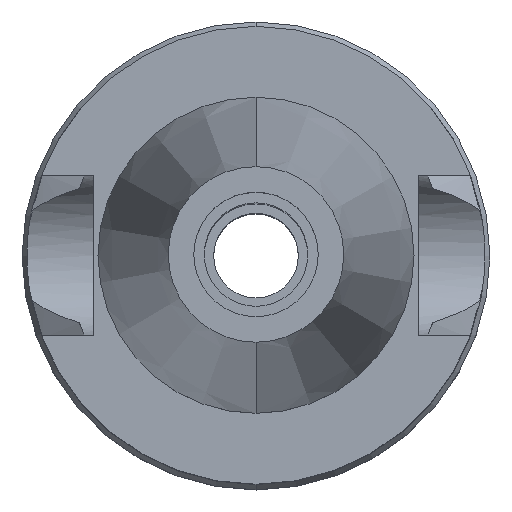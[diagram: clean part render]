
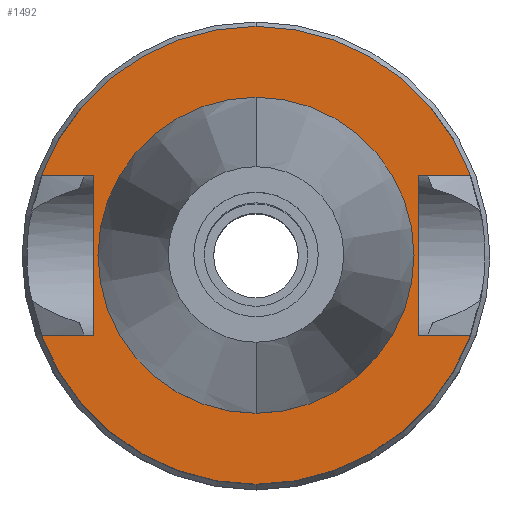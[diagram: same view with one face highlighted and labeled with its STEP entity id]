
A CAD part, top view. The second image highlights one B-rep face of the part: STEP entity #1492.
In plain terms, the highlighted planar face has unit normal (0, 0, 1).
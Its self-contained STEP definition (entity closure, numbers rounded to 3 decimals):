
#94=DIRECTION('',(0.,1.,0.));
#95=VECTOR('',#94,16.1);
#96=CARTESIAN_POINT('',(-16.3,-8.05,-1.));
#97=LINE('',#96,#95);
#101=DIRECTION('',(-1.,0.,0.));
#102=VECTOR('',#101,5.245);
#103=CARTESIAN_POINT('',(-16.3,8.05,-1.));
#104=LINE('',#103,#102);
#108=CARTESIAN_POINT('',(0.,0.,-1.));
#109=DIRECTION('',(0.,0.,-1.));
#110=DIRECTION('',(-0.937,0.35,0.));
#111=AXIS2_PLACEMENT_3D('',#108,#109,#110);
#116=CARTESIAN_POINT('',(0.,0.,-1.));
#117=DIRECTION('',(0.,0.,-1.));
#118=DIRECTION('',(0.,1.,0.));
#119=AXIS2_PLACEMENT_3D('',#116,#117,#118);
#124=DIRECTION('',(0.,-1.,0.));
#125=VECTOR('',#124,16.1);
#126=CARTESIAN_POINT('',(16.3,8.05,-1.));
#127=LINE('',#126,#125);
#131=DIRECTION('',(1.,0.,0.));
#132=VECTOR('',#131,5.245);
#133=CARTESIAN_POINT('',(16.3,-8.05,-1.));
#134=LINE('',#133,#132);
#138=CARTESIAN_POINT('',(0.,0.,-1.));
#139=DIRECTION('',(0.,0.,-1.));
#140=DIRECTION('',(0.937,-0.35,0.));
#141=AXIS2_PLACEMENT_3D('',#138,#139,#140);
#146=CARTESIAN_POINT('',(0.,0.,-1.));
#147=DIRECTION('',(0.,0.,-1.));
#148=DIRECTION('',(0.,-1.,0.));
#149=AXIS2_PLACEMENT_3D('',#146,#147,#148);
#154=CARTESIAN_POINT('',(0.,0.,-1.));
#155=DIRECTION('',(0.,0.,1.));
#156=DIRECTION('',(0.,-1.,0.));
#157=AXIS2_PLACEMENT_3D('',#154,#155,#156);
#162=CARTESIAN_POINT('',(0.,0.,-1.));
#163=DIRECTION('',(0.,0.,1.));
#164=DIRECTION('',(0.,1.,0.));
#165=AXIS2_PLACEMENT_3D('',#162,#163,#164);
#210=DIRECTION('',(-1.,0.,0.));
#211=VECTOR('',#210,5.245);
#212=CARTESIAN_POINT('',(-16.3,-8.05,-1.));
#213=LINE('',#212,#211);
#333=DIRECTION('',(1.,0.,0.));
#334=VECTOR('',#333,5.245);
#335=CARTESIAN_POINT('',(16.3,8.05,-1.));
#336=LINE('',#335,#334);
#1343=CARTESIAN_POINT('',(-16.3,-8.05,-1.));
#1344=VERTEX_POINT('',#1343);
#1345=CARTESIAN_POINT('',(-21.545,-8.05,-1.));
#1346=VERTEX_POINT('',#1345);
#1347=CARTESIAN_POINT('',(-16.3,8.05,-1.));
#1348=VERTEX_POINT('',#1347);
#1349=CARTESIAN_POINT('',(-21.545,8.05,-1.));
#1350=VERTEX_POINT('',#1349);
#1351=CARTESIAN_POINT('',(0.,23.,-1.));
#1352=CARTESIAN_POINT('',(21.545,8.05,-1.));
#1353=VERTEX_POINT('',#1351);
#1354=VERTEX_POINT('',#1352);
#1355=CARTESIAN_POINT('',(16.3,8.05,-1.));
#1356=VERTEX_POINT('',#1355);
#1357=CARTESIAN_POINT('',(16.3,-8.05,-1.));
#1358=VERTEX_POINT('',#1357);
#1359=CARTESIAN_POINT('',(21.545,-8.05,-1.));
#1360=VERTEX_POINT('',#1359);
#1361=CARTESIAN_POINT('',(0.,-23.,-1.));
#1362=VERTEX_POINT('',#1361);
#1363=CARTESIAN_POINT('',(0.,-15.875,-1.));
#1364=CARTESIAN_POINT('',(0.,15.875,-1.));
#1365=VERTEX_POINT('',#1363);
#1366=VERTEX_POINT('',#1364);
#1461=CARTESIAN_POINT('',(0.,0.,-1.));
#1462=DIRECTION('',(0.,0.,-1.));
#1463=DIRECTION('',(0.,-1.,0.));
#1464=AXIS2_PLACEMENT_3D('',#1461,#1462,#1463);
#1465=PLANE('',#1464);
#1467=ORIENTED_EDGE('',*,*,#1466,.T.);
#1469=ORIENTED_EDGE('',*,*,#1468,.T.);
#1471=ORIENTED_EDGE('',*,*,#1470,.T.);
#1473=ORIENTED_EDGE('',*,*,#1472,.T.);
#1475=ORIENTED_EDGE('',*,*,#1474,.F.);
#1477=ORIENTED_EDGE('',*,*,#1476,.T.);
#1479=ORIENTED_EDGE('',*,*,#1478,.T.);
#1481=ORIENTED_EDGE('',*,*,#1480,.T.);
#1483=ORIENTED_EDGE('',*,*,#1482,.T.);
#1485=ORIENTED_EDGE('',*,*,#1484,.F.);
#1486=EDGE_LOOP('',(#1467,#1469,#1471,#1473,#1475,#1477,#1479,#1481,#1483,
#1485));
#1487=FACE_OUTER_BOUND('',#1486,.F.);
#1488=ORIENTED_EDGE('',*,*,#1440,.T.);
#1489=ORIENTED_EDGE('',*,*,#1456,.T.);
#1490=EDGE_LOOP('',(#1488,#1489));
#1491=FACE_BOUND('',#1490,.F.);
#112=CIRCLE('',#111,23.);
#120=CIRCLE('',#119,23.);
#142=CIRCLE('',#141,23.);
#150=CIRCLE('',#149,23.);
#158=CIRCLE('',#157,15.875);
#166=CIRCLE('',#165,15.875);
#1440=EDGE_CURVE('',#1365,#1366,#158,.T.);
#1456=EDGE_CURVE('',#1366,#1365,#166,.T.);
#1466=EDGE_CURVE('',#1344,#1348,#97,.T.);
#1468=EDGE_CURVE('',#1348,#1350,#104,.T.);
#1470=EDGE_CURVE('',#1350,#1353,#112,.T.);
#1472=EDGE_CURVE('',#1353,#1354,#120,.T.);
#1474=EDGE_CURVE('',#1356,#1354,#336,.T.);
#1476=EDGE_CURVE('',#1356,#1358,#127,.T.);
#1478=EDGE_CURVE('',#1358,#1360,#134,.T.);
#1480=EDGE_CURVE('',#1360,#1362,#142,.T.);
#1482=EDGE_CURVE('',#1362,#1346,#150,.T.);
#1484=EDGE_CURVE('',#1344,#1346,#213,.T.);
#1492=ADVANCED_FACE('',(#1487,#1491),#1465,.F.);
